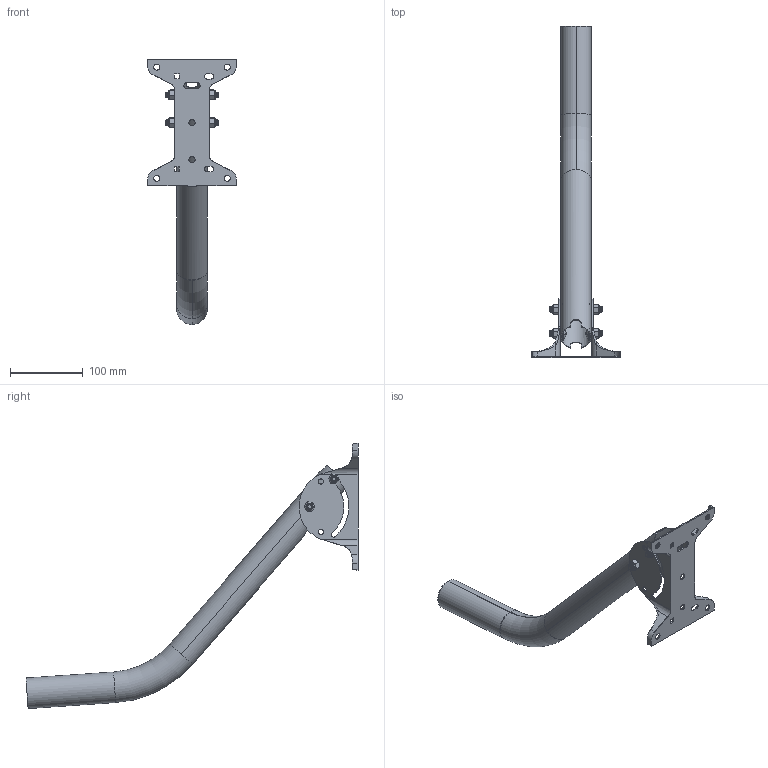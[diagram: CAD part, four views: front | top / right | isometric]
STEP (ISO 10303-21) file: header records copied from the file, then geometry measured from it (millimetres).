
FILE_DESCRIPTION (( 'STEP AP214' ), '1' );
FILE_NAME ('HGX-UMOUNT-24PK_3D.step', '2023-11-20T18:47:56', ( '' ), ( '' ), 'SwSTEP 2.0', 'SolidWorks 2022', '' );
FILE_SCHEMA (( 'AUTOMOTIVE_DESIGN' ));
Length unit declared in the file: inch
Products named in the file (5): 5_16-18 Nylon Nut^HGX-UMOUNT-24PK; Bracket^HGX-UMOUNT-24PK; 5_16-18x3_4 Round FH Square Screw^HGX-UMOUNT-24PK; HGX-UMOUNT-24PK_3D; J-Arm^HGX-UMOUNT-24PK
Assembly tree (10 placements, depth 2):
  HGX-UMOUNT-24PK_3D
    J-Arm^HGX-UMOUNT-24PK
    Bracket^HGX-UMOUNT-24PK
    5_16-18 Nylon Nut^HGX-UMOUNT-24PK  x4
    5_16-18x3_4 Round FH Square Screw^HGX-UMOUNT-24PK  x4
Bounding box: 122.12 x 456.89 x 364.84 mm (x, y, z)
Volume: 123796.3 mm3; surface area: 206868.1 mm2
Topology: 14 solids, 14 shells, 635 faces, 1672 edges, 1076 vertices
Faces by surface type: cylinder 260, plane 147, cone 80, bspline 72, torus 52, sphere 24
Entity records: 14890 total; most frequent: CARTESIAN_POINT 7690, ORIENTED_EDGE 1556, DIRECTION 1359, EDGE_CURVE 778, AXIS2_PLACEMENT_3D 517, VERTEX_POINT 506, EDGE_LOOP 328, VECTOR 325
